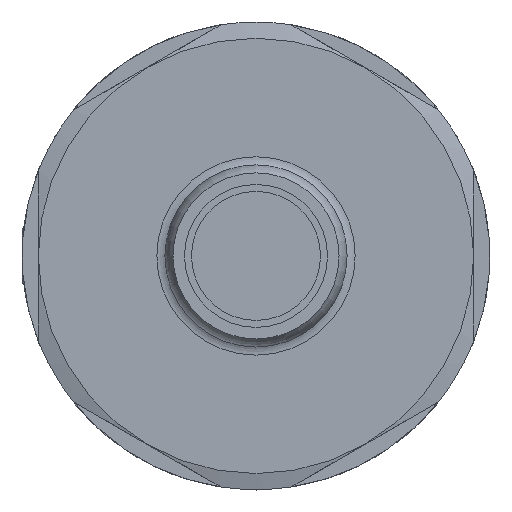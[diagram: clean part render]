
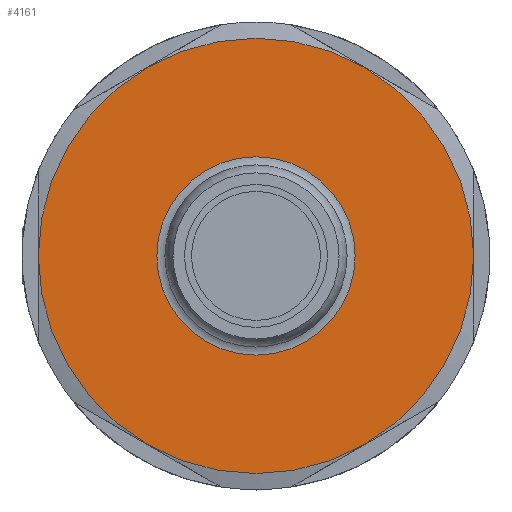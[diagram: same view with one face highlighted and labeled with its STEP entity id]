
A CAD part, left-side view. The second image highlights one B-rep face of the part: STEP entity #4161.
In plain terms, the highlighted planar face has unit normal (-1, 0, 0).
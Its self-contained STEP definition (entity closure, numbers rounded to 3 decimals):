
#171=PLANE('',#4737);
#222=FACE_BOUND('',#1342,.T.);
#1073=FACE_OUTER_BOUND('',#1341,.T.);
#1341=EDGE_LOOP('',(#3864,#3865,#3866,#3867,#3868,#3869));
#1342=EDGE_LOOP('',(#3870,#3871));
#1616=CIRCLE('',#4705,6.15);
#1617=CIRCLE('',#4706,6.15);
#1618=CIRCLE('',#4708,13.5);
#1632=CIRCLE('',#4724,13.5);
#1633=CIRCLE('',#4726,13.5);
#1634=CIRCLE('',#4728,13.5);
#1635=CIRCLE('',#4730,13.5);
#1636=CIRCLE('',#4732,13.5);
#2060=VERTEX_POINT('',#15641);
#2061=VERTEX_POINT('',#15643);
#2062=VERTEX_POINT('',#15647);
#2063=VERTEX_POINT('',#15648);
#2089=VERTEX_POINT('',#15709);
#2090=VERTEX_POINT('',#15713);
#2091=VERTEX_POINT('',#15719);
#2092=VERTEX_POINT('',#15739);
#2648=EDGE_CURVE('',#2060,#2061,#1616,.T.);
#2649=EDGE_CURVE('',#2061,#2060,#1617,.T.);
#2650=EDGE_CURVE('',#2062,#2063,#1618,.T.);
#2680=EDGE_CURVE('',#2090,#2089,#1632,.T.);
#2682=EDGE_CURVE('',#2089,#2091,#1633,.T.);
#2686=EDGE_CURVE('',#2063,#2090,#1634,.T.);
#2689=EDGE_CURVE('',#2092,#2062,#1635,.T.);
#2692=EDGE_CURVE('',#2091,#2092,#1636,.T.);
#3864=ORIENTED_EDGE('',*,*,#2692,.T.);
#3865=ORIENTED_EDGE('',*,*,#2689,.T.);
#3866=ORIENTED_EDGE('',*,*,#2650,.T.);
#3867=ORIENTED_EDGE('',*,*,#2686,.T.);
#3868=ORIENTED_EDGE('',*,*,#2680,.T.);
#3869=ORIENTED_EDGE('',*,*,#2682,.T.);
#3870=ORIENTED_EDGE('',*,*,#2649,.F.);
#3871=ORIENTED_EDGE('',*,*,#2648,.F.);
#4161=ADVANCED_FACE('',(#1073,#222),#171,.F.);
#4705=AXIS2_PLACEMENT_3D('',#15644,#5842,#5843);
#4706=AXIS2_PLACEMENT_3D('',#15645,#5844,#5845);
#4708=AXIS2_PLACEMENT_3D('',#15649,#5848,#5849);
#4724=AXIS2_PLACEMENT_3D('',#15714,#5893,#5894);
#4726=AXIS2_PLACEMENT_3D('',#15720,#5897,#5898);
#4728=AXIS2_PLACEMENT_3D('',#15731,#5901,#5902);
#4730=AXIS2_PLACEMENT_3D('',#15740,#5905,#5906);
#4732=AXIS2_PLACEMENT_3D('',#15748,#5909,#5910);
#4737=AXIS2_PLACEMENT_3D('',#15756,#5919,#5920);
#5842=DIRECTION('center_axis',(-1.,0.,0.));
#5843=DIRECTION('ref_axis',(0.,0.,-1.));
#5844=DIRECTION('center_axis',(-1.,0.,0.));
#5845=DIRECTION('ref_axis',(0.,0.,-1.));
#5848=DIRECTION('center_axis',(-1.,0.,0.));
#5849=DIRECTION('ref_axis',(0.,0.,-1.));
#5893=DIRECTION('center_axis',(-1.,0.,0.));
#5894=DIRECTION('ref_axis',(0.,0.,-1.));
#5897=DIRECTION('center_axis',(-1.,0.,0.));
#5898=DIRECTION('ref_axis',(0.,0.,-1.));
#5901=DIRECTION('center_axis',(-1.,0.,0.));
#5902=DIRECTION('ref_axis',(0.,0.,-1.));
#5905=DIRECTION('center_axis',(-1.,0.,0.));
#5906=DIRECTION('ref_axis',(0.,0.,-1.));
#5909=DIRECTION('center_axis',(-1.,0.,0.));
#5910=DIRECTION('ref_axis',(0.,0.,-1.));
#5919=DIRECTION('center_axis',(1.,0.,0.));
#5920=DIRECTION('ref_axis',(0.,0.,1.));
#15641=CARTESIAN_POINT('',(-7.003,0.,6.15));
#15643=CARTESIAN_POINT('',(-7.003,0.,-6.15));
#15644=CARTESIAN_POINT('Origin',(-7.003,0.,0.));
#15645=CARTESIAN_POINT('Origin',(-7.003,0.,0.));
#15647=CARTESIAN_POINT('',(-7.003,-6.75,11.691));
#15648=CARTESIAN_POINT('',(-7.003,6.75,11.691));
#15649=CARTESIAN_POINT('Origin',(-7.003,0.,0.));
#15709=CARTESIAN_POINT('',(-7.003,6.75,-11.691));
#15713=CARTESIAN_POINT('',(-7.003,13.5,0.));
#15714=CARTESIAN_POINT('Origin',(-7.003,0.,0.));
#15719=CARTESIAN_POINT('',(-7.003,-6.75,-11.691));
#15720=CARTESIAN_POINT('Origin',(-7.003,0.,0.));
#15731=CARTESIAN_POINT('Origin',(-7.003,0.,0.));
#15739=CARTESIAN_POINT('',(-7.003,-13.5,0.));
#15740=CARTESIAN_POINT('Origin',(-7.003,0.,0.));
#15748=CARTESIAN_POINT('Origin',(-7.003,0.,0.));
#15756=CARTESIAN_POINT('Origin',(-7.003,0.,0.));
